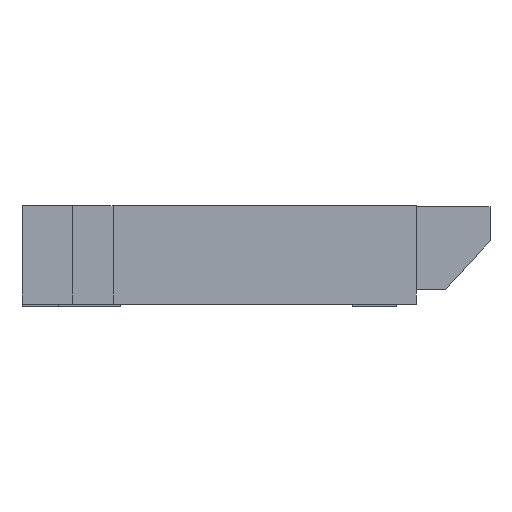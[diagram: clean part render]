
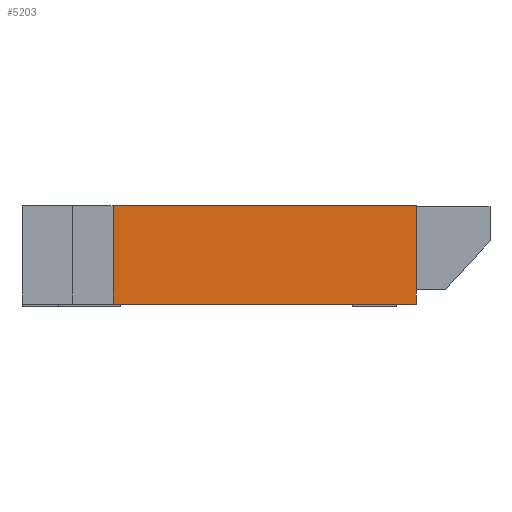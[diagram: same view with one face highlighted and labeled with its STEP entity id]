
A CAD part, front view. The second image highlights one B-rep face of the part: STEP entity #5203.
In plain terms, the highlighted planar face has unit normal (0, -1, 0).
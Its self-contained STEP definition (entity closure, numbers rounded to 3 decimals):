
#13=DIRECTION('',(0.,0.,1.));
#34=VECTOR('',#13,1.);
#41=VECTOR('',#42,1.);
#42=DIRECTION('',(1.,0.,0.));
#371=DIRECTION('',(0.,1.,0.));
#379=VERTEX_POINT('',#380);
#380=CARTESIAN_POINT('',(-0.903,-8.55,0.02));
#383=EDGE_CURVE('',#379,#384,#386,.T.);
#384=VERTEX_POINT('',#385);
#385=CARTESIAN_POINT('',(1.813,-8.55,0.02));
#386=LINE('',#380,#41);
#5192=EDGE_CURVE('',#384,#5193,#5195,.T.);
#5193=VERTEX_POINT('',#5194);
#5194=CARTESIAN_POINT('',(1.813,-8.55,0.9));
#5195=LINE('',#385,#34);
#5203=ADVANCED_FACE('',(#5204),#5216,.F.);
#5204=FACE_BOUND('',#5205,.F.);
#5205=EDGE_LOOP('',(#5206,#5211,#5214,#5215));
#5206=ORIENTED_EDGE('',*,*,#5207,.T.);
#5207=EDGE_CURVE('',#379,#5208,#5210,.T.);
#5208=VERTEX_POINT('',#5209);
#5209=CARTESIAN_POINT('',(-0.903,-8.55,0.9));
#5210=LINE('',#380,#34);
#5211=ORIENTED_EDGE('',*,*,#5212,.T.);
#5212=EDGE_CURVE('',#5208,#5193,#5213,.T.);
#5213=LINE('',#5209,#41);
#5214=ORIENTED_EDGE('',*,*,#5192,.F.);
#5215=ORIENTED_EDGE('',*,*,#383,.F.);
#5216=PLANE('',#5217);
#5217=AXIS2_PLACEMENT_3D('',#380,#371,#42);
